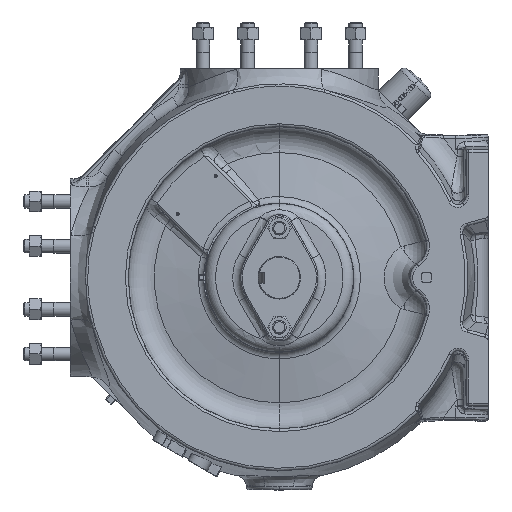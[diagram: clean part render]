
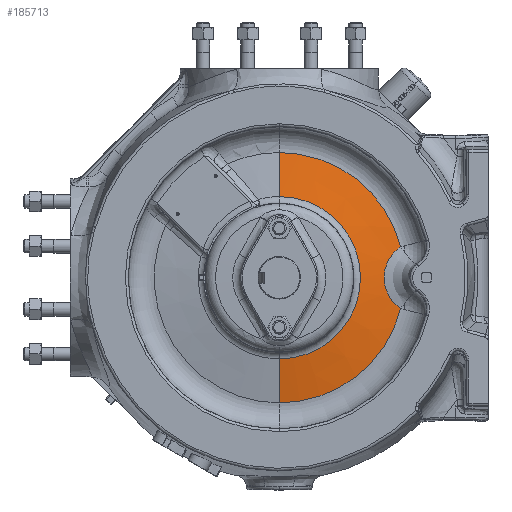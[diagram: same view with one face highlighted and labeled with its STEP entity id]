
A CAD part, left-side view. The second image highlights one B-rep face of the part: STEP entity #185713.
In plain terms, the highlighted conical face has half-angle 79.88 degrees and reference radius 85.725 mm.
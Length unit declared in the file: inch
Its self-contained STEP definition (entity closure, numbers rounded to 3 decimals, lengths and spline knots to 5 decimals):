
#156 = CIRCLE ( 'NONE', #13237, 3.68819 ) ;
#3464 = ORIENTED_EDGE ( 'NONE', *, *, #150150, .T. ) ;
#8569 = DIRECTION ( 'NONE',  ( 0.176, 0., -0.984 ) ) ;
#12134 = CARTESIAN_POINT ( 'NONE',  ( -7.66082, -5.24919, -1.18333 ) ) ;
#12738 = CARTESIAN_POINT ( 'NONE',  ( -7.77002, -4.76589, -0.1745 ) ) ;
#13237 = AXIS2_PLACEMENT_3D ( 'NONE', #51635, #50524, #49936 ) ;
#13362 = CARTESIAN_POINT ( 'NONE',  ( -7.73164, -4.92968, 0.73599 ) ) ;
#13363 = CARTESIAN_POINT ( 'NONE',  ( -7.60589, -5.51287, 1.40285 ) ) ;
#13956 = CARTESIAN_POINT ( 'NONE',  ( -7.60589, -5.51287, 1.40285 ) ) ;
#14019 = DIRECTION ( 'NONE',  ( -1., 0., 0. ) ) ;
#14134 = EDGE_CURVE ( 'NONE', #164837, #115577, #133743, .T. ) ;
#19784 = AXIS2_PLACEMENT_3D ( 'NONE', #84169, #185801, #98745 ) ;
#26186 = CARTESIAN_POINT ( 'NONE',  ( -7.60589, 0., -5.68856 ) ) ;
#26612 = CARTESIAN_POINT ( 'NONE',  ( -7.68082, -5.15686, -1.08031 ) ) ;
#26720 = CARTESIAN_POINT ( 'NONE',  ( -7.60589, -5.51287, -1.40285 ) ) ;
#27239 = CARTESIAN_POINT ( 'NONE',  ( -7.77191, -4.75802, -0.07034 ) ) ;
#27866 = CARTESIAN_POINT ( 'NONE',  ( -7.71624, -4.99736, 0.85723 ) ) ;
#35161 = EDGE_CURVE ( 'NONE', #164837, #44739, #156, .T. ) ;
#41192 = CARTESIAN_POINT ( 'NONE',  ( -7.69494, -5.09262, -0.99915 ) ) ;
#41812 = CARTESIAN_POINT ( 'NONE',  ( -7.77218, -4.75686, 0.06963 ) ) ;
#42429 = CARTESIAN_POINT ( 'NONE',  ( -7.70364, -5.05346, 0.94441 ) ) ;
#42729 = EDGE_CURVE ( 'NONE', #150201, #112484, #122625, .T. ) ;
#43150 = DIRECTION ( 'NONE',  ( 0.176, 0., 0.984 ) ) ;
#44739 = VERTEX_POINT ( 'NONE', #86647 ) ;
#49383 = VERTEX_POINT ( 'NONE', #13363 ) ;
#49936 = DIRECTION ( 'NONE',  ( 0., 0., -1. ) ) ;
#50403 = FACE_OUTER_BOUND ( 'NONE', #124313, .T. ) ;
#50524 = DIRECTION ( 'NONE',  ( 1., 0., 0. ) ) ;
#51635 = CARTESIAN_POINT ( 'NONE',  ( -7.96293, 0., 0. ) ) ;
#55675 = CARTESIAN_POINT ( 'NONE',  ( -7.7165, -4.99615, -0.85721 ) ) ;
#56306 = CARTESIAN_POINT ( 'NONE',  ( -7.76791, -4.77474, 0.24295 ) ) ;
#56947 = CARTESIAN_POINT ( 'NONE',  ( -7.68087, -5.15647, 1.08136 ) ) ;
#70215 = CARTESIAN_POINT ( 'NONE',  ( -7.73838, -4.90047, -0.67418 ) ) ;
#70853 = CARTESIAN_POINT ( 'NONE',  ( -7.7634, -4.7937, 0.34616 ) ) ;
#71468 = CARTESIAN_POINT ( 'NONE',  ( -7.65055, -5.29739, 1.23052 ) ) ;
#71855 = B_SPLINE_CURVE_WITH_KNOTS ( 'NONE', 3,
 ( #123528, #138145, #185842, #98775, #12134, #113404, #26612, #127986, #41192, #142604, #55675, #157246, #70215, #171841, #84861, #186457, #99409, #12738, #114042, #27239, #128619, #41812, #143240, #56306, #157863, #70853, #172481, #85455, #187104, #100039, #13362, #114667, #27866, #129253, #42429, #143869, #56947, #158501, #71468, #173093, #86076, #187728, #100662, #13956 ),
 .UNSPECIFIED., .F., .F.,
 ( 4, 2, 2, 2, 2, 2, 2, 2, 2, 2, 2, 2, 2, 2, 2, 2, 2, 2, 2, 2, 2, 4 ),
 ( 0., 0.00529, 0.01058, 0.01323, 0.01588, 0.02117, 0.02646, 0.03175, 0.03704, 0.03969, 0.04233, 0.04763, 0.05027, 0.05292, 0.05821, 0.0635, 0.06615, 0.06879, 0.07408, 0.07938, 0.08202, 0.08467 ),
 .UNSPECIFIED. ) ;
#74132 = CARTESIAN_POINT ( 'NONE',  ( -8.01883, 0., 0. ) ) ;
#84169 = CARTESIAN_POINT ( 'NONE',  ( -7.60589, 0., 0. ) ) ;
#84861 = CARTESIAN_POINT ( 'NONE',  ( -7.75549, -4.82715, -0.47864 ) ) ;
#85455 = CARTESIAN_POINT ( 'NONE',  ( -7.75536, -4.82773, 0.48055 ) ) ;
#86076 = CARTESIAN_POINT ( 'NONE',  ( -7.62864, -5.40206, 1.32058 ) ) ;
#86647 = CARTESIAN_POINT ( 'NONE',  ( -7.96293, 0., -3.68819 ) ) ;
#93704 = VECTOR ( 'NONE', #8569, 39.37008 ) ;
#95194 = CARTESIAN_POINT ( 'NONE',  ( -8.01883, 0., -3.375 ) ) ;
#98745 = DIRECTION ( 'NONE',  ( 0., 0., -1. ) ) ;
#98775 = CARTESIAN_POINT ( 'NONE',  ( -7.65035, -5.29831, -1.23137 ) ) ;
#99409 = CARTESIAN_POINT ( 'NONE',  ( -7.76685, -4.77921, -0.27745 ) ) ;
#100039 = CARTESIAN_POINT ( 'NONE',  ( -7.73842, -4.90028, 0.67367 ) ) ;
#100662 = CARTESIAN_POINT ( 'NONE',  ( -7.61167, -5.48443, 1.38328 ) ) ;
#100724 = CARTESIAN_POINT ( 'NONE',  ( -7.60589, 0., 0. ) ) ;
#102953 = ORIENTED_EDGE ( 'NONE', *, *, #130656, .T. ) ;
#112484 = VERTEX_POINT ( 'NONE', #26720 ) ;
#113404 = CARTESIAN_POINT ( 'NONE',  ( -7.67589, -5.17948, -1.10668 ) ) ;
#114042 = CARTESIAN_POINT ( 'NONE',  ( -7.77083, -4.76253, -0.13994 ) ) ;
#114667 = CARTESIAN_POINT ( 'NONE',  ( -7.72025, -4.97966, 0.82716 ) ) ;
#115372 = DIRECTION ( 'NONE',  ( 0., 0., -1. ) ) ;
#115577 = VERTEX_POINT ( 'NONE', #122055 ) ;
#116665 = CARTESIAN_POINT ( 'NONE',  ( -7.96293, 0., 3.68819 ) ) ;
#119970 = AXIS2_PLACEMENT_3D ( 'NONE', #100724, #14019, #115372 ) ;
#122055 = CARTESIAN_POINT ( 'NONE',  ( -7.60589, 0., 5.68856 ) ) ;
#122625 = CIRCLE ( 'NONE', #119970, 5.68856 ) ;
#123528 = CARTESIAN_POINT ( 'NONE',  ( -7.60589, -5.51287, -1.40285 ) ) ;
#124313 = EDGE_LOOP ( 'NONE', ( #128421, #143380, #3464, #155989, #102953, #168635 ) ) ;
#127284 = EDGE_CURVE ( 'NONE', #49383, #115577, #180095, .T. ) ;
#127986 = CARTESIAN_POINT ( 'NONE',  ( -7.69033, -5.11346, -1.02657 ) ) ;
#128421 = ORIENTED_EDGE ( 'NONE', *, *, #14134, .F. ) ;
#128619 = CARTESIAN_POINT ( 'NONE',  ( -7.77218, -4.75688, -0.03521 ) ) ;
#129253 = CARTESIAN_POINT ( 'NONE',  ( -7.70794, -5.03424, 0.91581 ) ) ;
#130656 = EDGE_CURVE ( 'NONE', #112484, #49383, #71855, .T. ) ;
#133743 = LINE ( 'NONE', #171942, #176964 ) ;
#138145 = CARTESIAN_POINT ( 'NONE',  ( -7.61745, -5.45599, -1.3637 ) ) ;
#142604 = CARTESIAN_POINT ( 'NONE',  ( -7.70826, -5.03268, -0.91528 ) ) ;
#143240 = CARTESIAN_POINT ( 'NONE',  ( -7.77111, -4.76134, 0.13917 ) ) ;
#143380 = ORIENTED_EDGE ( 'NONE', *, *, #35161, .T. ) ;
#143869 = CARTESIAN_POINT ( 'NONE',  ( -7.69031, -5.11344, 1.02818 ) ) ;
#147153 = DIRECTION ( 'NONE',  ( 0., 0., -1. ) ) ;
#150150 = EDGE_CURVE ( 'NONE', #44739, #150201, #171012, .T. ) ;
#150201 = VERTEX_POINT ( 'NONE', #26186 ) ;
#155989 = ORIENTED_EDGE ( 'NONE', *, *, #42729, .T. ) ;
#157246 = CARTESIAN_POINT ( 'NONE',  ( -7.73156, -4.93004, -0.73666 ) ) ;
#157863 = CARTESIAN_POINT ( 'NONE',  ( -7.76658, -4.78033, 0.27753 ) ) ;
#158501 = CARTESIAN_POINT ( 'NONE',  ( -7.66099, -5.24844, 1.18253 ) ) ;
#161191 = DIRECTION ( 'NONE',  ( 1., 0., 0. ) ) ;
#163727 = AXIS2_PLACEMENT_3D ( 'NONE', #74132, #161191, #147153 ) ;
#164837 = VERTEX_POINT ( 'NONE', #116665 ) ;
#168635 = ORIENTED_EDGE ( 'NONE', *, *, #127284, .T. ) ;
#171012 = LINE ( 'NONE', #95194, #93704 ) ;
#171841 = CARTESIAN_POINT ( 'NONE',  ( -7.75041, -4.84875, -0.54451 ) ) ;
#171942 = CARTESIAN_POINT ( 'NONE',  ( -8.01883, 0., 3.375 ) ) ;
#172481 = CARTESIAN_POINT ( 'NONE',  ( -7.76157, -4.80145, 0.38006 ) ) ;
#173093 = CARTESIAN_POINT ( 'NONE',  ( -7.6342, -5.37533, 1.29857 ) ) ;
#176964 = VECTOR ( 'NONE', #43150, 39.37008 ) ;
#177598 = CONICAL_SURFACE ( 'NONE', #163727, 3.375, 1.394 ) ;
#180095 = CIRCLE ( 'NONE', #19784, 5.68856 ) ;
#185713 = ADVANCED_FACE ( 'NONE', ( #50403 ), #177598, .T. ) ;
#185801 = DIRECTION ( 'NONE',  ( -1., 0., 0. ) ) ;
#185842 = CARTESIAN_POINT ( 'NONE',  ( -7.62867, -5.40171, -1.32156 ) ) ;
#186457 = CARTESIAN_POINT ( 'NONE',  ( -7.76371, -4.79239, -0.34513 ) ) ;
#187104 = CARTESIAN_POINT ( 'NONE',  ( -7.75028, -4.84931, 0.54595 ) ) ;
#187728 = CARTESIAN_POINT ( 'NONE',  ( -7.61738, -5.45658, 1.36291 ) ) ;
